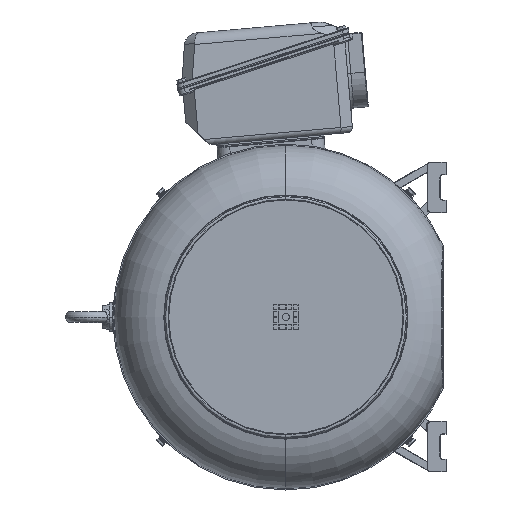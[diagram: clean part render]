
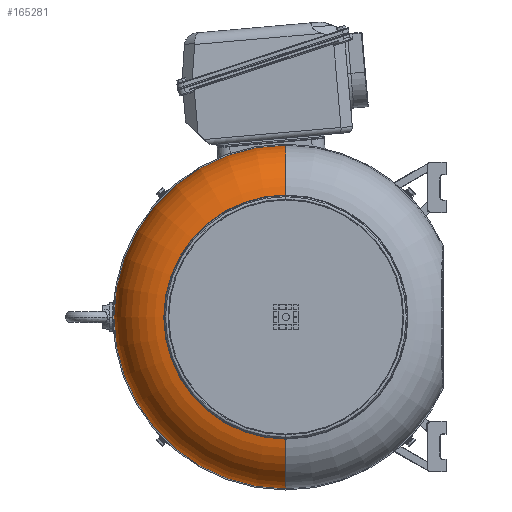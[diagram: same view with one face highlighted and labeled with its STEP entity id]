
A CAD part, left-side view. The second image highlights one B-rep face of the part: STEP entity #165281.
In plain terms, the highlighted toroidal (fillet/blend) face has major radius 179.5 mm and minor radius 92 mm.
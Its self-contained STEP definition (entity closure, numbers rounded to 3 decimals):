
#4533 = ORIENTED_EDGE ( 'NONE', *, *, #12602, .T. ) ;
#6632 = TOROIDAL_SURFACE ( 'NONE', #164448, 179.5, 92. ) ;
#12602 = EDGE_CURVE ( 'NONE', #15575, #93354, #41177, .T. ) ;
#15575 = VERTEX_POINT ( 'NONE', #27587 ) ;
#23200 = DIRECTION ( 'NONE',  ( 0., 1., 0. ) ) ;
#27176 = EDGE_CURVE ( 'NONE', #47831, #133168, #39023, .T. ) ;
#27587 = CARTESIAN_POINT ( 'NONE',  ( -10., 0., -271.5 ) ) ;
#30814 = DIRECTION ( 'NONE',  ( 0., 0., 1. ) ) ;
#39023 = CIRCLE ( 'NONE', #61029, 92. ) ;
#41177 = CIRCLE ( 'NONE', #60761, 92. ) ;
#42194 = EDGE_LOOP ( 'NONE', ( #63045, #4533, #159509, #153973 ) ) ;
#47831 = VERTEX_POINT ( 'NONE', #138496 ) ;
#49393 = CARTESIAN_POINT ( 'NONE',  ( -10., 0., -179.5 ) ) ;
#50114 = DIRECTION ( 'NONE',  ( 0., 0., 1. ) ) ;
#58293 = DIRECTION ( 'NONE',  ( -1., 0., 0. ) ) ;
#58341 = AXIS2_PLACEMENT_3D ( 'NONE', #71551, #59319, #30814 ) ;
#59319 = DIRECTION ( 'NONE',  ( -1., 0., 0. ) ) ;
#60761 = AXIS2_PLACEMENT_3D ( 'NONE', #49393, #23200, #75067 ) ;
#61029 = AXIS2_PLACEMENT_3D ( 'NONE', #131248, #144658, #78133 ) ;
#63045 = ORIENTED_EDGE ( 'NONE', *, *, #163118, .T. ) ;
#63481 = CARTESIAN_POINT ( 'NONE',  ( -10., 0., 0. ) ) ;
#63944 = CIRCLE ( 'NONE', #58341, 193.013 ) ;
#71551 = CARTESIAN_POINT ( 'NONE',  ( -101.002, 0., 0. ) ) ;
#75067 = DIRECTION ( 'NONE',  ( 0., 0., 1. ) ) ;
#75296 = FACE_OUTER_BOUND ( 'NONE', #42194, .T. ) ;
#75787 = CIRCLE ( 'NONE', #103839, 271.5 ) ;
#76908 = DIRECTION ( 'NONE',  ( -1., 0., 0. ) ) ;
#78133 = DIRECTION ( 'NONE',  ( 0., 0., -1. ) ) ;
#88834 = CARTESIAN_POINT ( 'NONE',  ( -101.002, 0., -193.013 ) ) ;
#93354 = VERTEX_POINT ( 'NONE', #88834 ) ;
#99437 = CARTESIAN_POINT ( 'NONE',  ( -101.002, 0., 193.013 ) ) ;
#103839 = AXIS2_PLACEMENT_3D ( 'NONE', #63481, #76908, #50114 ) ;
#110778 = DIRECTION ( 'NONE',  ( 0., 0., 1. ) ) ;
#131248 = CARTESIAN_POINT ( 'NONE',  ( -10., 0., 179.5 ) ) ;
#133168 = VERTEX_POINT ( 'NONE', #99437 ) ;
#138496 = CARTESIAN_POINT ( 'NONE',  ( -10., 0., 271.5 ) ) ;
#144180 = EDGE_CURVE ( 'NONE', #133168, #93354, #63944, .T. ) ;
#144658 = DIRECTION ( 'NONE',  ( 0., -1., 0. ) ) ;
#153973 = ORIENTED_EDGE ( 'NONE', *, *, #27176, .F. ) ;
#159509 = ORIENTED_EDGE ( 'NONE', *, *, #144180, .F. ) ;
#163118 = EDGE_CURVE ( 'NONE', #47831, #15575, #75787, .T. ) ;
#164448 = AXIS2_PLACEMENT_3D ( 'NONE', #165621, #58293, #110778 ) ;
#165281 = ADVANCED_FACE ( 'NONE', ( #75296 ), #6632, .T. ) ;
#165621 = CARTESIAN_POINT ( 'NONE',  ( -10., 0., 0. ) ) ;
